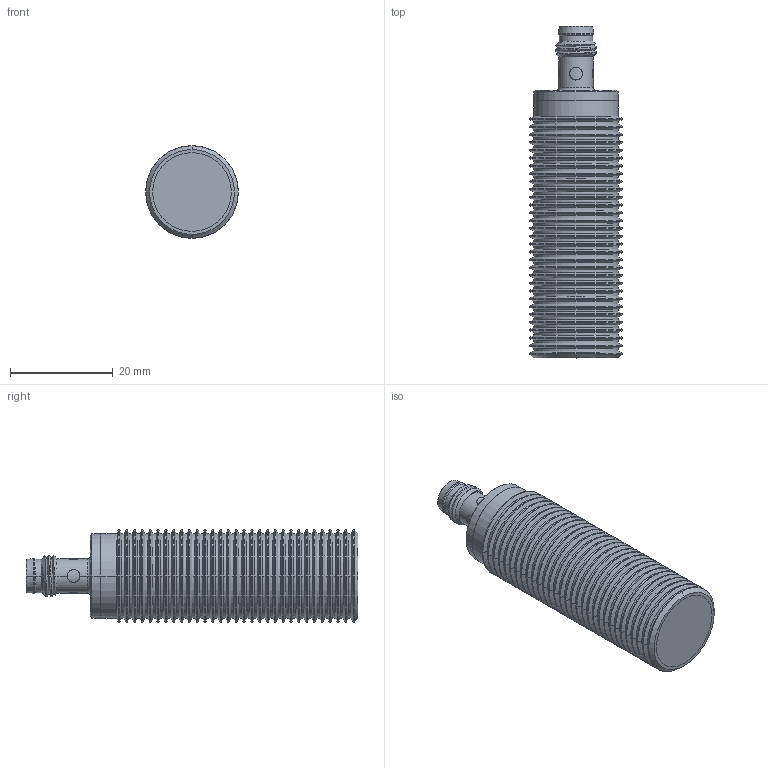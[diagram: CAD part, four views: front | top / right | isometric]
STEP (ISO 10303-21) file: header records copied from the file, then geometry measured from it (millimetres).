
FILE_DESCRIPTION(('STEP AP214'),'1');
FILE_NAME('cctmp_E1C8E705-8B45-4B33-BFE7-480DC482BBCF_2023_07_14_07_04_14_0161_10448..stp','2023-07-14T05:04:14',('Pepperl+Fuchs GmbH'),('CADClick - www.CADClick.com'),'Spatial InterOp 3D',' ','unknown authorization');
FILE_SCHEMA(('AUTOMOTIVE_DESIGN'));
Length unit declared in the file: millimetre
Products named in the file (4): NBB8-18GM50-E0-V3; NBB8-18GM50-E0-V3_3; NBB8-18GM50-E0-V3_2; NBB8-18GM50-E0-V3_1
Assembly tree (3 placements, depth 2):
  NBB8-18GM50-E0-V3
    NBB8-18GM50-E0-V3_3
    NBB8-18GM50-E0-V3_2
    NBB8-18GM50-E0-V3_1
Bounding box: 18 x 64.51 x 18 mm (x, y, z)
Volume: 12533.5 mm3; surface area: 7688.2 mm2
Topology: 7 solids, 7 shells, 365 faces, 765 edges, 420 vertices
Faces by surface type: cylinder 175, cone 150, plane 23, torus 10, sphere 5, bspline 2
Full cylindrical faces by diameter (mm): 1.02 x3, 2.46 x4, 6 x1
Entity records: 13456 total; most frequent: CARTESIAN_POINT 2551, DIRECTION 1830, ORIENTED_EDGE 1496, AXIS2_PLACEMENT_3D 758, EDGE_CURVE 748, VERTEX_POINT 420, EDGE_LOOP 396, CIRCLE 391
